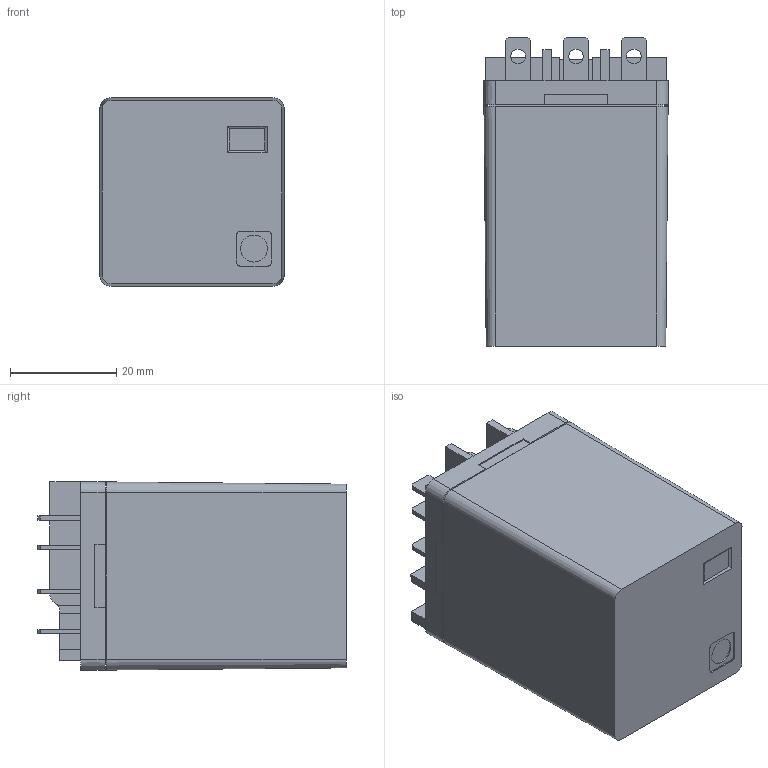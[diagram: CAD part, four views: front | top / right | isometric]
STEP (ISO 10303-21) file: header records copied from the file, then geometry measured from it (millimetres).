
FILE_DESCRIPTION(('starvars output'),'2;1');
FILE_NAME('cv20190909163422000113809.stp','16:34:22 2019/09/09',( 'Thomas Industrial Network Germany GmbH'),( 'Thomas Industrial Network Germany GmbH'),'unknown preprocess','ACIS' ,'unknown authorization');
FILE_SCHEMA(('AUTOMOTIVE_DESIGN_CC2 {UNKNOWN IMPLEMENTATION LEVEL}'));
Length unit declared in the file: millimetre
Products named in the file (1): PRODUCT_ID_1
Bounding box: 34.8 x 58.17 x 35.56 mm (x, y, z)
Volume: 61297.4 mm3; surface area: 11580.7 mm2
Topology: 1 solids, 1 shells, 190 faces, 512 edges, 340 vertices
Faces by surface type: plane 150, cylinder 32, cone 8
Entity records: 7236 total; most frequent: ORIENTED_EDGE 1024, CARTESIAN_POINT 975, DIRECTION 858, EDGE_CURVE 512, VECTOR 412, LINE 412, VERTEX_POINT 340, EDGE_LOOP 228
